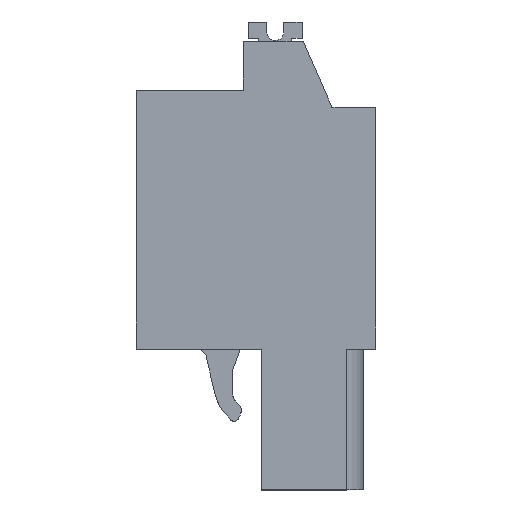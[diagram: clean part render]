
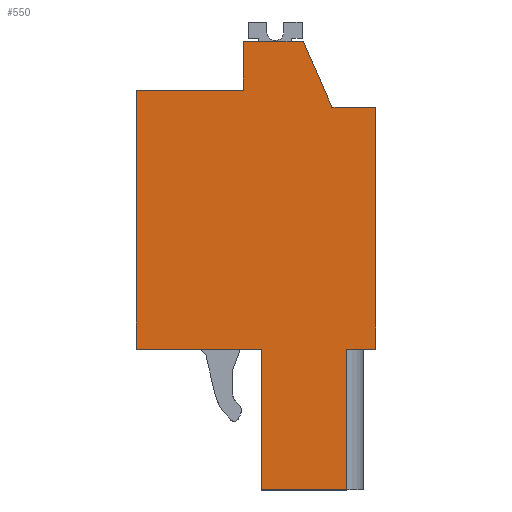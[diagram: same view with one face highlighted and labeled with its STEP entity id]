
A CAD part, left-side view. The second image highlights one B-rep face of the part: STEP entity #550.
In plain terms, the highlighted planar face has unit normal (-1, 0, 0).
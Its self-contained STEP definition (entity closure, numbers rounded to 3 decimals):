
#466=AXIS2_PLACEMENT_3D('Plane Axis2P3D',#463,#464,#465) ;
#42=CARTESIAN_POINT('Vertex',(0.,7.85,26.59)) ;
#45=CARTESIAN_POINT('Line Origine',(0.,6.075,26.59)) ;
#49=CARTESIAN_POINT('Vertex',(0.,4.3,26.59)) ;
#377=CARTESIAN_POINT('Vertex',(0.,7.85,23.69)) ;
#380=CARTESIAN_POINT('Line Origine',(0.,7.85,25.14)) ;
#463=CARTESIAN_POINT('Axis2P3D Location',(0.,6.8,8.35)) ;
#468=CARTESIAN_POINT('Line Origine',(0.,1.725,4.175)) ;
#472=CARTESIAN_POINT('Vertex',(0.,1.725,8.35)) ;
#474=CARTESIAN_POINT('Vertex',(0.,1.725,0.)) ;
#477=CARTESIAN_POINT('Line Origine',(0.,0.862,8.35)) ;
#481=CARTESIAN_POINT('Vertex',(0.,0.,8.35)) ;
#484=CARTESIAN_POINT('Line Origine',(0.,0.,15.52)) ;
#488=CARTESIAN_POINT('Vertex',(0.,0.,22.69)) ;
#491=CARTESIAN_POINT('Line Origine',(0.,1.3,22.69)) ;
#495=CARTESIAN_POINT('Vertex',(0.,2.6,22.69)) ;
#498=CARTESIAN_POINT('Line Origine',(0.,3.45,24.64)) ;
#503=CARTESIAN_POINT('Line Origine',(0.,11.025,23.69)) ;
#507=CARTESIAN_POINT('Vertex',(0.,14.2,23.69)) ;
#510=CARTESIAN_POINT('Line Origine',(0.,14.2,16.02)) ;
#514=CARTESIAN_POINT('Vertex',(0.,14.2,8.35)) ;
#517=CARTESIAN_POINT('Line Origine',(0.,10.485,8.35)) ;
#521=CARTESIAN_POINT('Vertex',(0.,6.771,8.35)) ;
#524=CARTESIAN_POINT('Line Origine',(0.,6.771,4.175)) ;
#528=CARTESIAN_POINT('Vertex',(0.,6.771,0.)) ;
#531=CARTESIAN_POINT('Line Origine',(0.,4.248,0.)) ;
#46=DIRECTION('Vector Direction',(0.,1.,0.)) ;
#381=DIRECTION('Vector Direction',(0.,0.,-1.)) ;
#464=DIRECTION('Axis2P3D Direction',(1.,0.,0.)) ;
#465=DIRECTION('Axis2P3D XDirection',(0.,1.,0.)) ;
#469=DIRECTION('Vector Direction',(0.,0.,-1.)) ;
#478=DIRECTION('Vector Direction',(0.,-1.,0.)) ;
#485=DIRECTION('Vector Direction',(0.,0.,-1.)) ;
#492=DIRECTION('Vector Direction',(0.,1.,0.)) ;
#499=DIRECTION('Vector Direction',(0.,0.4,0.917)) ;
#504=DIRECTION('Vector Direction',(0.,1.,0.)) ;
#511=DIRECTION('Vector Direction',(0.,0.,1.)) ;
#518=DIRECTION('Vector Direction',(0.,1.,0.)) ;
#525=DIRECTION('Vector Direction',(0.,0.,-1.)) ;
#532=DIRECTION('Vector Direction',(0.,1.,0.)) ;
#47=VECTOR('Line Direction',#46,1.) ;
#382=VECTOR('Line Direction',#381,1.) ;
#470=VECTOR('Line Direction',#469,1.) ;
#479=VECTOR('Line Direction',#478,1.) ;
#486=VECTOR('Line Direction',#485,1.) ;
#493=VECTOR('Line Direction',#492,1.) ;
#500=VECTOR('Line Direction',#499,1.) ;
#505=VECTOR('Line Direction',#504,1.) ;
#512=VECTOR('Line Direction',#511,1.) ;
#519=VECTOR('Line Direction',#518,1.) ;
#526=VECTOR('Line Direction',#525,1.) ;
#533=VECTOR('Line Direction',#532,1.) ;
#537=ORIENTED_EDGE('',*,*,#476,.F.) ;
#538=ORIENTED_EDGE('',*,*,#483,.F.) ;
#539=ORIENTED_EDGE('',*,*,#490,.F.) ;
#540=ORIENTED_EDGE('',*,*,#497,.T.) ;
#541=ORIENTED_EDGE('',*,*,#502,.T.) ;
#542=ORIENTED_EDGE('',*,*,#51,.T.) ;
#543=ORIENTED_EDGE('',*,*,#384,.T.) ;
#544=ORIENTED_EDGE('',*,*,#509,.T.) ;
#545=ORIENTED_EDGE('',*,*,#516,.F.) ;
#546=ORIENTED_EDGE('',*,*,#523,.F.) ;
#547=ORIENTED_EDGE('',*,*,#530,.T.) ;
#548=ORIENTED_EDGE('',*,*,#535,.F.) ;
#550=ADVANCED_FACE('HOUSING',(#549),#467,.F.) ;
#51=EDGE_CURVE('',#50,#43,#48,.T.) ;
#384=EDGE_CURVE('',#43,#378,#383,.T.) ;
#476=EDGE_CURVE('',#473,#475,#471,.T.) ;
#483=EDGE_CURVE('',#482,#473,#480,.F.) ;
#490=EDGE_CURVE('',#489,#482,#487,.T.) ;
#497=EDGE_CURVE('',#489,#496,#494,.T.) ;
#502=EDGE_CURVE('',#496,#50,#501,.T.) ;
#509=EDGE_CURVE('',#378,#508,#506,.T.) ;
#516=EDGE_CURVE('',#515,#508,#513,.T.) ;
#523=EDGE_CURVE('',#522,#515,#520,.T.) ;
#530=EDGE_CURVE('',#522,#529,#527,.T.) ;
#535=EDGE_CURVE('',#475,#529,#534,.T.) ;
#536=EDGE_LOOP('',(#537,#538,#539,#540,#541,#542,#543,#544,#545,#546,#547,#548)) ;
#549=FACE_OUTER_BOUND('',#536,.T.) ;
#48=LINE('Line',#45,#47) ;
#383=LINE('Line',#380,#382) ;
#471=LINE('Line',#468,#470) ;
#480=LINE('Line',#477,#479) ;
#487=LINE('Line',#484,#486) ;
#494=LINE('Line',#491,#493) ;
#501=LINE('Line',#498,#500) ;
#506=LINE('Line',#503,#505) ;
#513=LINE('Line',#510,#512) ;
#520=LINE('Line',#517,#519) ;
#527=LINE('Line',#524,#526) ;
#534=LINE('Line',#531,#533) ;
#467=PLANE('',#466) ;
#43=VERTEX_POINT('',#42) ;
#50=VERTEX_POINT('',#49) ;
#378=VERTEX_POINT('',#377) ;
#473=VERTEX_POINT('',#472) ;
#475=VERTEX_POINT('',#474) ;
#482=VERTEX_POINT('',#481) ;
#489=VERTEX_POINT('',#488) ;
#496=VERTEX_POINT('',#495) ;
#508=VERTEX_POINT('',#507) ;
#515=VERTEX_POINT('',#514) ;
#522=VERTEX_POINT('',#521) ;
#529=VERTEX_POINT('',#528) ;
